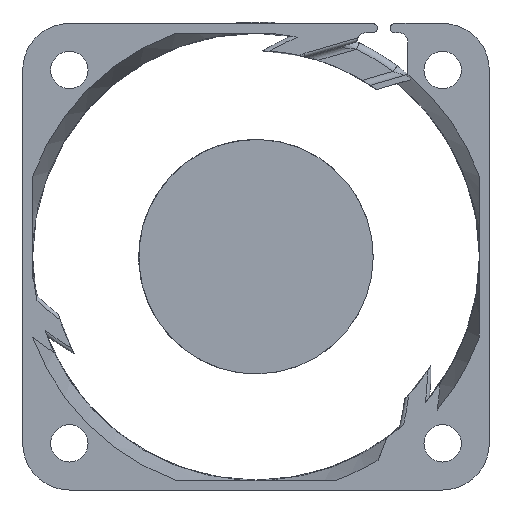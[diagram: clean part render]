
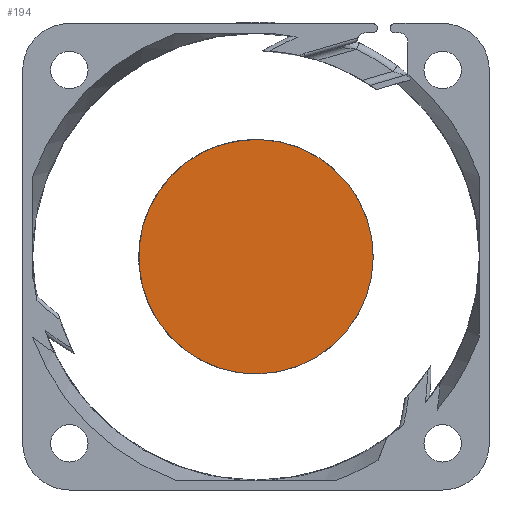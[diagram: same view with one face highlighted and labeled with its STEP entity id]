
A CAD part, front view. The second image highlights one B-rep face of the part: STEP entity #194.
In plain terms, the highlighted planar face has unit normal (0, -1, 0).
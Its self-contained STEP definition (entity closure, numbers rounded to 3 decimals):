
#19=CARTESIAN_POINT('',(0.,0.,0.));
#20=DIRECTION('',(0.,-1.,0.));
#21=DIRECTION('',(-0.906,0.,0.423));
#22=AXIS2_PLACEMENT_3D('',#19,#20,#21);
#62=CARTESIAN_POINT('',(-4.49,0.,8.991));
#64=CARTESIAN_POINT('',(-9.108,0.,4.247));
#86=CARTESIAN_POINT('',(0.,0.,0.));
#87=DIRECTION('',(0.,-1.,0.));
#88=DIRECTION('',(-0.447,0.,0.895));
#89=AXIS2_PLACEMENT_3D('',#86,#87,#88);
#108=VERTEX_POINT('',#62);
#109=VERTEX_POINT('',#64);
#185=CARTESIAN_POINT('',(0.,0.,0.));
#186=DIRECTION('',(0.,1.,0.));
#187=DIRECTION('',(1.,0.,0.));
#188=AXIS2_PLACEMENT_3D('',#185,#186,#187);
#189=PLANE('',#188);
#190=ORIENTED_EDGE('',*,*,#134,.F.);
#191=ORIENTED_EDGE('',*,*,#169,.F.);
#192=EDGE_LOOP('',(#190,#191));
#193=FACE_OUTER_BOUND('',#192,.F.);
#194=ADVANCED_FACE('',(#193),#189,.F.);
#23=CIRCLE('',#22,10.05);
#90=CIRCLE('',#89,10.05);
#134=EDGE_CURVE('',#109,#108,#23,.T.);
#169=EDGE_CURVE('',#108,#109,#90,.T.);
